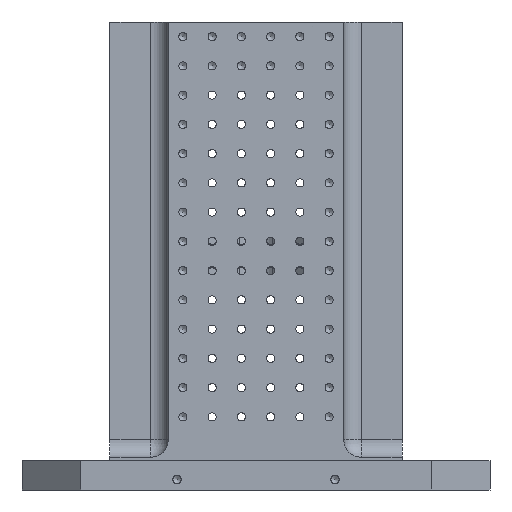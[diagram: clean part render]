
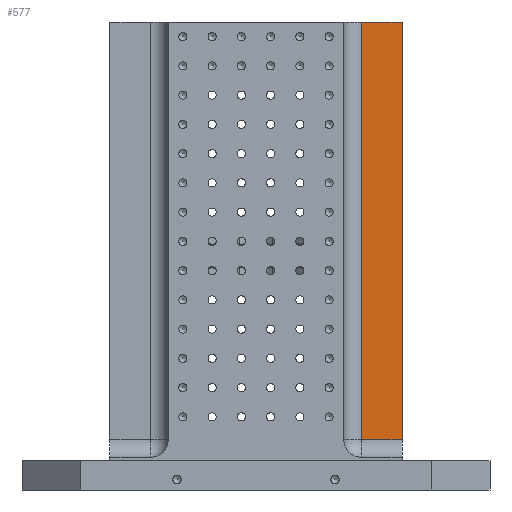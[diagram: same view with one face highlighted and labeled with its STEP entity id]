
A CAD part, front view. The second image highlights one B-rep face of the part: STEP entity #577.
In plain terms, the highlighted planar face has unit normal (0, -1, 0).
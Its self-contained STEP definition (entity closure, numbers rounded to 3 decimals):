
#577 = ADVANCED_FACE( '', ( #2330 ), #2331, .F. );
#2330 = FACE_OUTER_BOUND( '', #5165, .T. );
#2331 = PLANE( '', #5166 );
#5165 = EDGE_LOOP( '', ( #10287, #10288, #10289, #10290 ) );
#5166 = AXIS2_PLACEMENT_3D( '', #10291, #10292, #10293 );
#10287 = ORIENTED_EDGE( '', *, *, #13989, .T. );
#10288 = ORIENTED_EDGE( '', *, *, #13806, .T. );
#10289 = ORIENTED_EDGE( '', *, *, #14043, .F. );
#10290 = ORIENTED_EDGE( '', *, *, #13645, .F. );
#10291 = CARTESIAN_POINT( '', ( 0., -150., 800. ) );
#10292 = DIRECTION( '', ( 0., 1., 0. ) );
#10293 = DIRECTION( '', ( -1., 0., 0. ) );
#13645 = EDGE_CURVE( '', #16109, #16111, #16112, .T. );
#13806 = EDGE_CURVE( '', #16376, #16373, #16377, .F. );
#13989 = EDGE_CURVE( '', #16109, #16376, #16642, .T. );
#14043 = EDGE_CURVE( '', #16111, #16373, #16726, .T. );
#16109 = VERTEX_POINT( '', #21587 );
#16111 = VERTEX_POINT( '', #21589 );
#16112 = LINE( '', #21590, #21591 );
#16373 = VERTEX_POINT( '', #21959 );
#16376 = VERTEX_POINT( '', #21962 );
#16377 = LINE( '', #21963, #21964 );
#16642 = LINE( '', #22563, #22564 );
#16726 = LINE( '', #22671, #22672 );
#21587 = CARTESIAN_POINT( '', ( 180., -150., 800. ) );
#21589 = CARTESIAN_POINT( '', ( 250., -150., 800. ) );
#21590 = CARTESIAN_POINT( '', ( 0., -150., 800. ) );
#21591 = VECTOR( '', #25392, 1000. );
#21959 = CARTESIAN_POINT( '', ( 250., -150., 86. ) );
#21962 = CARTESIAN_POINT( '', ( 180., -150., 86. ) );
#21963 = CARTESIAN_POINT( '', ( 0., -150., 86. ) );
#21964 = VECTOR( '', #25714, 1000. );
#22563 = CARTESIAN_POINT( '', ( 180., -150., 56. ) );
#22564 = VECTOR( '', #26045, 1000. );
#22671 = CARTESIAN_POINT( '', ( 250., -150., 800. ) );
#22672 = VECTOR( '', #26159, 1000. );
#25392 = DIRECTION( '', ( 1., 0., 0. ) );
#25714 = DIRECTION( '', ( -1., 0., 0. ) );
#26045 = DIRECTION( '', ( 0., 0., -1. ) );
#26159 = DIRECTION( '', ( 0., 0., -1. ) );
